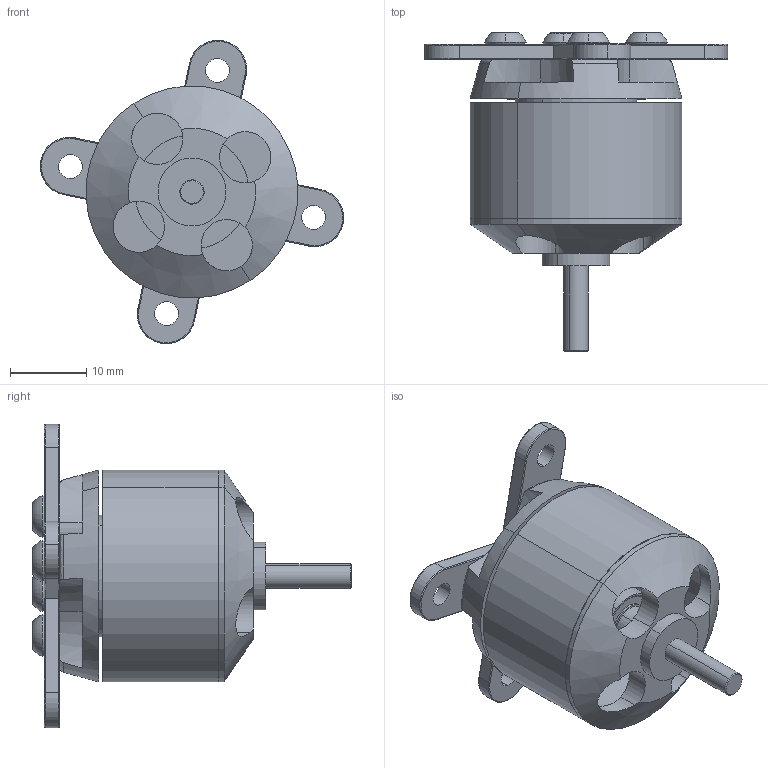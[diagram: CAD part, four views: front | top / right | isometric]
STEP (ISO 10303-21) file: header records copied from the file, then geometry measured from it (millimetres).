
FILE_DESCRIPTION (( 'STEP AP214' ), '1' );
FILE_NAME ('Motor_BLDC_2212,6T_2200KV__With_Support.STEP', '2019-12-28T07:49:21', ( '' ), ( '' ), 'SwSTEP 2.0', 'SolidWorks 2016', '' );
FILE_SCHEMA (( 'AUTOMOTIVE_DESIGN' ));
Length unit declared in the file: inch
Products named in the file (2): Motor_BLDC_2212,6T_2200KV__With_Support
Bounding box: 39.89 x 41.9 x 39.89 mm (x, y, z)
Volume: 7022.2 mm3; surface area: 9138.6 mm2
Topology: 6 solids, 6 shells, 496 faces, 1291 edges, 828 vertices
Faces by surface type: plane 180, cylinder 172, bspline 72, torus 44, cone 28
Entity records: 28520 total; most frequent: CARTESIAN_POINT 10452, ORIENTED_EDGE 2582, DIRECTION 2147, EDGE_CURVE 1291, VERTEX_POINT 828, AXIS2_PLACEMENT_3D 758, LINE 631, VECTOR 631
